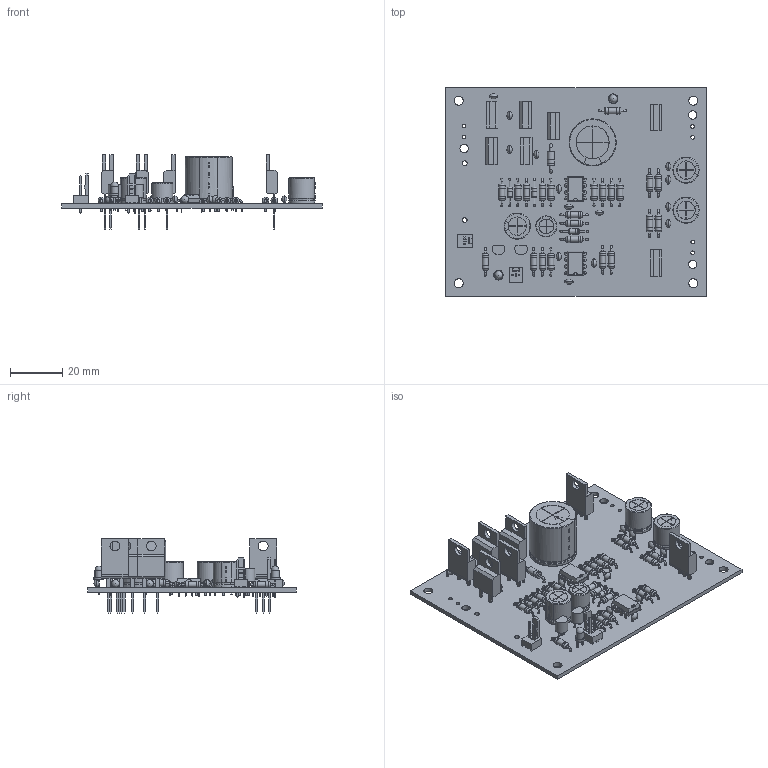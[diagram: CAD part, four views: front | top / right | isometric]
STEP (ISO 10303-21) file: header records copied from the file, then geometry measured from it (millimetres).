
FILE_DESCRIPTION(('KiCad electronic assembly'),'2;1');
FILE_NAME('6V3_Heizung.step','2020-01-29T00:00:41',('An Author'),( 'A Company'),'Open CASCADE STEP processor 6.9', 'KiCad to STEP converter','Unknown');
FILE_SCHEMA(('AUTOMOTIVE_DESIGN { 1 0 10303 214 1 1 1 1 }'));
Length unit declared in the file: millimetre
Products named in the file (31): Open CASCADE STEP translator 6.9 1; R_Axial_DIN0207_L6.3mm_D2.5mm_P10.16mm_Horizontal; SOLID; LED_D3.0mm; fuse_cq-200c; DIP-8_W7.62mm; D_DO-35_SOD27_P10.16mm_Horizontal; TO-92_Inline; Molex_KK-254_AE-6410-02A_1x02_P2.54mm_Vertical; TO-220-2_Vertical; D_DO-41_SOD81_P10.16mm_Horizontal; CP_Radial_D8.0mm_P3.80mm; C_Disc_D3.0mm_W2.0mm_P2.50mm; CP_Radial_D18.0mm_P7.50mm; TO-220-3_Vertical; TO-92-2; CP_Radial_D10.0mm_P5.00mm; COMPOUND
Assembly tree (77 placements, depth 3):
  Open CASCADE STEP translator 6.9 1
    R_Axial_DIN0207_L6.3mm_D2.5mm_P10.16mm_Horizontal  x23
      SOLID
    LED_D3.0mm  x2
      SOLID
    fuse_cq-200c
    DIP-8_W7.62mm  x2
      SOLID
    D_DO-35_SOD27_P10.16mm_Horizontal  x3
      SOLID
    TO-92_Inline
      SOLID
    Molex_KK-254_AE-6410-02A_1x02_P2.54mm_Vertical  x2
      SOLID
    TO-220-2_Vertical  x5
      SOLID
    D_DO-41_SOD81_P10.16mm_Horizontal
      SOLID
    CP_Radial_D8.0mm_P3.80mm
      SOLID
    C_Disc_D3.0mm_W2.0mm_P2.50mm  x14
      SOLID
    CP_Radial_D18.0mm_P7.50mm
      SOLID
    TO-220-3_Vertical  x2
      SOLID
    TO-92-2
      SOLID
    CP_Radial_D10.0mm_P5.00mm  x3
      SOLID
    COMPOUND
Bounding box: 100 x 80 x 28.52 mm (x, y, z)
Volume: 24862.8 mm3; surface area: 28794 mm2
Topology: 62 solids, 67 shells, 1803 faces, 4322 edges, 2765 vertices
Faces by surface type: plane 992, cylinder 547, torus 116, bspline 68, revolution 50, sphere 30
Full cylindrical faces by diameter (mm): 0.5 x42, 0.6 x92, 0.7 x6, 0.75 x5, 0.8 x102, 0.9 x6, 1 x6, 1.1 x18, 1.2 x6, 1.4 x6, 1.801 x2, 2 x6, 2.02 x3, 2.25 x23, 2.5 x46, 2.7 x2, 2.72 x1, 3 x2, 3.18 x3, 3.5 x4, 3.735 x7
Entity records: 60108 total; most frequent: CARTESIAN_POINT 17732, DIRECTION 6982, LINE 4196, VECTOR 4196, ORIENTED_EDGE 3760, PCURVE 3760, DEFINITIONAL_REPRESENTATION 3760, EDGE_CURVE 1880
